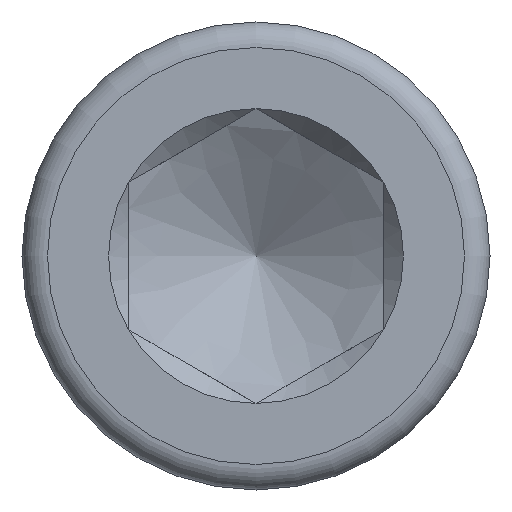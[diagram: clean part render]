
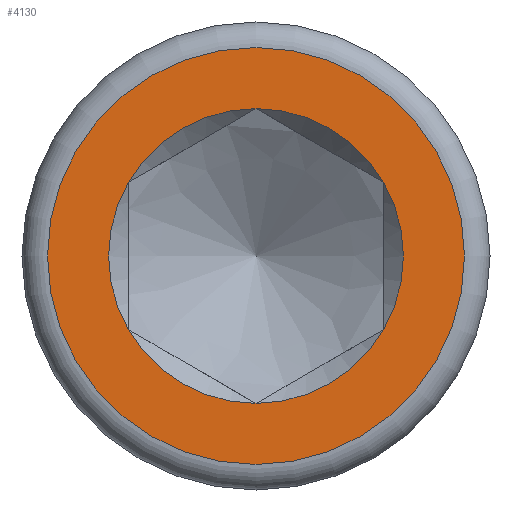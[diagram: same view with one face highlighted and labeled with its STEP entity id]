
A CAD part, left-side view. The second image highlights one B-rep face of the part: STEP entity #4130.
In plain terms, the highlighted planar face has unit normal (-1, 0, 0).
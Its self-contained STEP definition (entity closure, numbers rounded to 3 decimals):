
#17=FACE_BOUND('',#489,.T.);
#49=PLANE('',#4377);
#263=FACE_OUTER_BOUND('',#488,.T.);
#488=EDGE_LOOP('',(#3657));
#489=EDGE_LOOP('',(#3658,#3659,#3660,#3661,#3662,#3663));
#516=CIRCLE('',#4378,2.45);
#517=CIRCLE('',#4379,1.732);
#518=CIRCLE('',#4380,1.732);
#519=CIRCLE('',#4381,1.732);
#520=CIRCLE('',#4382,1.732);
#521=CIRCLE('',#4383,1.732);
#522=CIRCLE('',#4384,1.732);
#1756=VERTEX_POINT('',#18032);
#1757=VERTEX_POINT('',#18033);
#1760=VERTEX_POINT('',#18045);
#1761=VERTEX_POINT('',#18046);
#1764=VERTEX_POINT('',#18058);
#1765=VERTEX_POINT('',#18059);
#1768=VERTEX_POINT('',#18071);
#2400=EDGE_CURVE('',#1768,#1768,#516,.T.);
#2401=EDGE_CURVE('',#1760,#1761,#517,.T.);
#2402=EDGE_CURVE('',#1761,#1764,#518,.T.);
#2403=EDGE_CURVE('',#1764,#1765,#519,.T.);
#2404=EDGE_CURVE('',#1765,#1756,#520,.T.);
#2405=EDGE_CURVE('',#1756,#1757,#521,.T.);
#2406=EDGE_CURVE('',#1757,#1760,#522,.T.);
#3657=ORIENTED_EDGE('',*,*,#2400,.F.);
#3658=ORIENTED_EDGE('',*,*,#2401,.T.);
#3659=ORIENTED_EDGE('',*,*,#2402,.T.);
#3660=ORIENTED_EDGE('',*,*,#2403,.T.);
#3661=ORIENTED_EDGE('',*,*,#2404,.T.);
#3662=ORIENTED_EDGE('',*,*,#2405,.T.);
#3663=ORIENTED_EDGE('',*,*,#2406,.T.);
#4130=ADVANCED_FACE('',(#263,#17),#49,.F.);
#4377=AXIS2_PLACEMENT_3D('',#18070,#5048,#5049);
#4378=AXIS2_PLACEMENT_3D('',#18072,#5050,#5051);
#4379=AXIS2_PLACEMENT_3D('',#18073,#5052,#5053);
#4380=AXIS2_PLACEMENT_3D('',#18074,#5054,#5055);
#4381=AXIS2_PLACEMENT_3D('',#18075,#5056,#5057);
#4382=AXIS2_PLACEMENT_3D('',#18076,#5058,#5059);
#4383=AXIS2_PLACEMENT_3D('',#18077,#5060,#5061);
#4384=AXIS2_PLACEMENT_3D('',#18078,#5062,#5063);
#5048=DIRECTION('center_axis',(1.,0.,0.));
#5049=DIRECTION('ref_axis',(0.,1.,0.));
#5050=DIRECTION('center_axis',(1.,0.,0.));
#5051=DIRECTION('ref_axis',(0.,1.,0.));
#5052=DIRECTION('center_axis',(1.,0.,0.));
#5053=DIRECTION('ref_axis',(0.,0.,-1.));
#5054=DIRECTION('center_axis',(1.,0.,0.));
#5055=DIRECTION('ref_axis',(0.,0.,-1.));
#5056=DIRECTION('center_axis',(1.,0.,0.));
#5057=DIRECTION('ref_axis',(0.,0.,-1.));
#5058=DIRECTION('center_axis',(1.,0.,0.));
#5059=DIRECTION('ref_axis',(0.,0.,-1.));
#5060=DIRECTION('center_axis',(1.,0.,0.));
#5061=DIRECTION('ref_axis',(0.,0.,-1.));
#5062=DIRECTION('center_axis',(1.,0.,0.));
#5063=DIRECTION('ref_axis',(0.,0.,-1.));
#18032=CARTESIAN_POINT('',(-3.,-1.5,0.866));
#18033=CARTESIAN_POINT('',(-3.,-1.5,-0.866));
#18045=CARTESIAN_POINT('',(-3.,0.,-1.732));
#18046=CARTESIAN_POINT('',(-3.,1.5,-0.866));
#18058=CARTESIAN_POINT('',(-3.,1.5,0.866));
#18059=CARTESIAN_POINT('',(-3.,0.,1.732));
#18070=CARTESIAN_POINT('Origin',(-3.,1.732,0.));
#18071=CARTESIAN_POINT('',(-3.,-2.45,0.));
#18072=CARTESIAN_POINT('Origin',(-3.,0.,0.));
#18073=CARTESIAN_POINT('Origin',(-3.,0.,0.));
#18074=CARTESIAN_POINT('Origin',(-3.,0.,0.));
#18075=CARTESIAN_POINT('Origin',(-3.,0.,0.));
#18076=CARTESIAN_POINT('Origin',(-3.,0.,0.));
#18077=CARTESIAN_POINT('Origin',(-3.,0.,0.));
#18078=CARTESIAN_POINT('Origin',(-3.,0.,0.));
